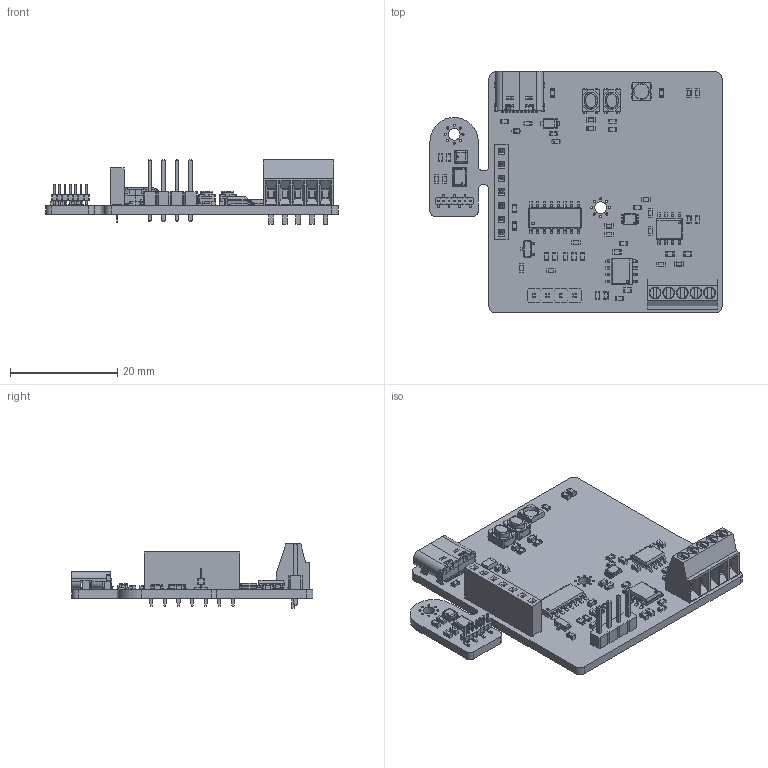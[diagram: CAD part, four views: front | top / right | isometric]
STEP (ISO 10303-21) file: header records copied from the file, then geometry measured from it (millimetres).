
FILE_DESCRIPTION(('KiCad electronic assembly'),'2;1');
FILE_NAME('Slave.step','2024-12-12T08:51:04',('Pcbnew'),('Kicad'), 'Open CASCADE STEP processor 7.8','KiCad to STEP converter','Unknown' );
FILE_SCHEMA(('AUTOMOTIVE_DESIGN { 1 0 10303 214 1 1 1 1 }'));
Length unit declared in the file: millimetre
Products named in the file (38): Slave 1; PinSocket_1x07_P2.54mm_Vertical; PinSocket_1x07_P254mm_Vertical; R_0603_1608Metric; C_0603_1608Metric; USB_C_Receptacle_GCT_USB4105-xx-A_16P_TopMnt_Horizontal; USB_C_Receptacle_16P_TopMnt_Horizontal_GCT_USB4105-xx-A; SOT-23; SOT_23; TCA9406DCUR; TXS0102DCUR; TerminalBlock_Phoenix_MPT-0,5-5-2.54_1x05_P2.54mm_Horizontal; TerminalBlock_Phoenix_MPT_05_5_254_1x05_P254mm_Horizontal; PinHeader_1x04_P2.54mm_Vertical; PinHeader_1x04_P254mm_Vertical; InvenSense_ICS-43434-6_3.5x2.65mm; PinHeader_1x07_P1.00mm_Vertical_SMD_Pin1Left; PinHeader_1x07_P100mm_Vertical_SMD_Pin1Left; P82B715D; D8; PTS810_SJM_250_SMTR_LFS; PTS810SJS250SMTR LFS; SOP-16_3.9x9.9mm_P1.27mm; SN65HVD230; Nexperia_CFP3_SOD-123W; CQ assembly; LESD5D5.0CT1G; SK6812MINI-012; SK6812MINI; BME280; Slave_PCB
Assembly tree (80 placements, depth 3):
  Slave 1
    PinSocket_1x07_P2.54mm_Vertical
      PinSocket_1x07_P254mm_Vertical
    R_0603_1608Metric  x19
      R_0603_1608Metric
    C_0603_1608Metric  x23
      C_0603_1608Metric
    USB_C_Receptacle_GCT_USB4105-xx-A_16P_TopMnt_Horizontal
      USB_C_Receptacle_16P_TopMnt_Horizontal_GCT_USB4105-xx-A
    SOT-23
      SOT_23
    TCA9406DCUR
      TXS0102DCUR
    TerminalBlock_Phoenix_MPT-0,5-5-2.54_1x05_P2.54mm_Horizontal
      TerminalBlock_Phoenix_MPT_05_5_254_1x05_P254mm_Horizontal
    PinHeader_1x04_P2.54mm_Vertical
      PinHeader_1x04_P254mm_Vertical
    InvenSense_ICS-43434-6_3.5x2.65mm
      InvenSense_ICS-43434-6_3.5x2.65mm
    PinHeader_1x07_P1.00mm_Vertical_SMD_Pin1Left
      PinHeader_1x07_P100mm_Vertical_SMD_Pin1Left
    P82B715D
      D8
    PTS810_SJM_250_SMTR_LFS  x2
      PTS810SJS250SMTR LFS
    SOP-16_3.9x9.9mm_P1.27mm
      SOP-16_3.9x9.9mm_P1.27mm
    SN65HVD230
      D8
    Nexperia_CFP3_SOD-123W
      CQ assembly
    LESD5D5.0CT1G  x3
      LESD5D5.0CT1G
    SK6812MINI-012
      SK6812MINI
    BME280
      BME280
    Slave_PCB
Bounding box: 54.5 x 45.15 x 12.04 mm (x, y, z)
Volume: 4565.2 mm3; surface area: 8025.5 mm2
Topology: 163 solids, 163 shells, 3874 faces, 9674 edges, 6237 vertices
Faces by surface type: plane 2838, cylinder 921, bspline 81, torus 12, cone 10, revolution 8, sphere 4
Full cylindrical faces by diameter (mm): 0.2 x1, 0.325 x1, 0.4 x16, 0.5 x3, 0.65 x2, 1 x11, 1.1 x5, 2 x5, 2.2 x7
Entity records: 90929 total; most frequent: CARTESIAN_POINT 14015, ORIENTED_EDGE 13004, DIRECTION 12733, EDGE_CURVE 6502, LINE 5311, VECTOR 5311, VERTEX_POINT 4153, AXIS2_PLACEMENT_3D 3707
